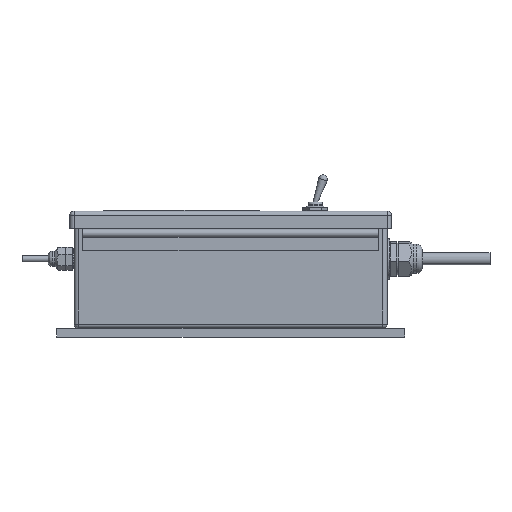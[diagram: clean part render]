
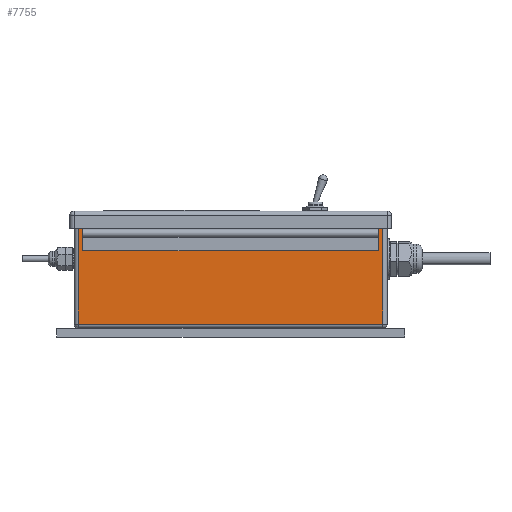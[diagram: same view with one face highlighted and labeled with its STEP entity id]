
A CAD part, left-side view. The second image highlights one B-rep face of the part: STEP entity #7755.
In plain terms, the highlighted planar face has unit normal (-1, 0, 0).
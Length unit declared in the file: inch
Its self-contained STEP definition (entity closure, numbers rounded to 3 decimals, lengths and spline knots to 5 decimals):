
#7263=CARTESIAN_POINT('',(0.125,9.,-0.5));
#7264=VERTEX_POINT('',#7263);
#7265=CARTESIAN_POINT('',(0.125,0.25,-0.5));
#7266=VERTEX_POINT('',#7265);
#7267=CARTESIAN_POINT('',(0.125,9.,-0.5));
#7268=DIRECTION('',(0.0,-1.0,0.0));
#7269=VECTOR('',#7268,8.75);
#7270=LINE('',#7267,#7269);
#7271=EDGE_CURVE('',#7264,#7266,#7270,.T.);
#7421=CARTESIAN_POINT('',(0.125,9.,-3.25));
#7422=VERTEX_POINT('',#7421);
#7438=CARTESIAN_POINT('',(0.125,0.25,-3.25));
#7439=VERTEX_POINT('',#7438);
#7447=CARTESIAN_POINT('',(0.125,0.25,-3.25));
#7448=DIRECTION('',(0.0,1.0,0.0));
#7449=VECTOR('',#7448,8.75);
#7450=LINE('',#7447,#7449);
#7451=EDGE_CURVE('',#7439,#7422,#7450,.T.);
#7601=CARTESIAN_POINT('',(0.125,0.25,-0.5));
#7602=DIRECTION('',(0.0,0.0,-1.0));
#7603=VECTOR('',#7602,2.75);
#7604=LINE('',#7601,#7603);
#7605=EDGE_CURVE('',#7266,#7439,#7604,.T.);
#7705=CARTESIAN_POINT('',(0.125,9.125,-0.5));
#7706=DIRECTION('',(-1.0,0.0,0.0));
#7707=DIRECTION('',(0.0,0.0,1.0));
#7708=AXIS2_PLACEMENT_3D('',#7705,#7706,#7707);
#7709=PLANE('',#7708);
#7710=ORIENTED_EDGE('',*,*,#7451,.F.);
#7711=ORIENTED_EDGE('',*,*,#7605,.F.);
#7712=ORIENTED_EDGE('',*,*,#7271,.F.);
#7713=CARTESIAN_POINT('',(0.125,9.,-3.25));
#7714=DIRECTION('',(0.0,0.0,1.0));
#7715=VECTOR('',#7714,2.75);
#7716=LINE('',#7713,#7715);
#7717=EDGE_CURVE('',#7422,#7264,#7716,.T.);
#7718=ORIENTED_EDGE('',*,*,#7717,.F.);
#7719=EDGE_LOOP('',(#7710,#7711,#7712,#7718));
#7720=FACE_OUTER_BOUND('',#7719,.T.);
#7721=CARTESIAN_POINT('',(0.125,8.875,-1.14));
#7722=VERTEX_POINT('',#7721);
#7723=CARTESIAN_POINT('',(0.125,8.875,-0.64));
#7724=VERTEX_POINT('',#7723);
#7725=CARTESIAN_POINT('',(0.125,8.875,-1.14));
#7726=DIRECTION('',(0.0,0.0,1.0));
#7727=VECTOR('',#7726,0.5);
#7728=LINE('',#7725,#7727);
#7729=EDGE_CURVE('',#7722,#7724,#7728,.T.);
#7730=ORIENTED_EDGE('',*,*,#7729,.T.);
#7731=CARTESIAN_POINT('',(0.125,0.375,-0.64));
#7732=VERTEX_POINT('',#7731);
#7733=CARTESIAN_POINT('',(0.125,8.875,-0.64));
#7734=DIRECTION('',(0.0,-1.0,0.0));
#7735=VECTOR('',#7734,8.5);
#7736=LINE('',#7733,#7735);
#7737=EDGE_CURVE('',#7724,#7732,#7736,.T.);
#7738=ORIENTED_EDGE('',*,*,#7737,.T.);
#7739=CARTESIAN_POINT('',(0.125,0.375,-1.14));
#7740=VERTEX_POINT('',#7739);
#7741=CARTESIAN_POINT('',(0.125,0.375,-0.64));
#7742=DIRECTION('',(0.0,0.0,-1.0));
#7743=VECTOR('',#7742,0.5);
#7744=LINE('',#7741,#7743);
#7745=EDGE_CURVE('',#7732,#7740,#7744,.T.);
#7746=ORIENTED_EDGE('',*,*,#7745,.T.);
#7747=CARTESIAN_POINT('',(0.125,0.375,-1.14));
#7748=DIRECTION('',(0.0,1.0,0.0));
#7749=VECTOR('',#7748,8.5);
#7750=LINE('',#7747,#7749);
#7751=EDGE_CURVE('',#7740,#7722,#7750,.T.);
#7752=ORIENTED_EDGE('',*,*,#7751,.T.);
#7753=EDGE_LOOP('',(#7730,#7738,#7746,#7752));
#7754=FACE_BOUND('',#7753,.T.);
#7755=ADVANCED_FACE('',(#7720,#7754),#7709,.T.);
